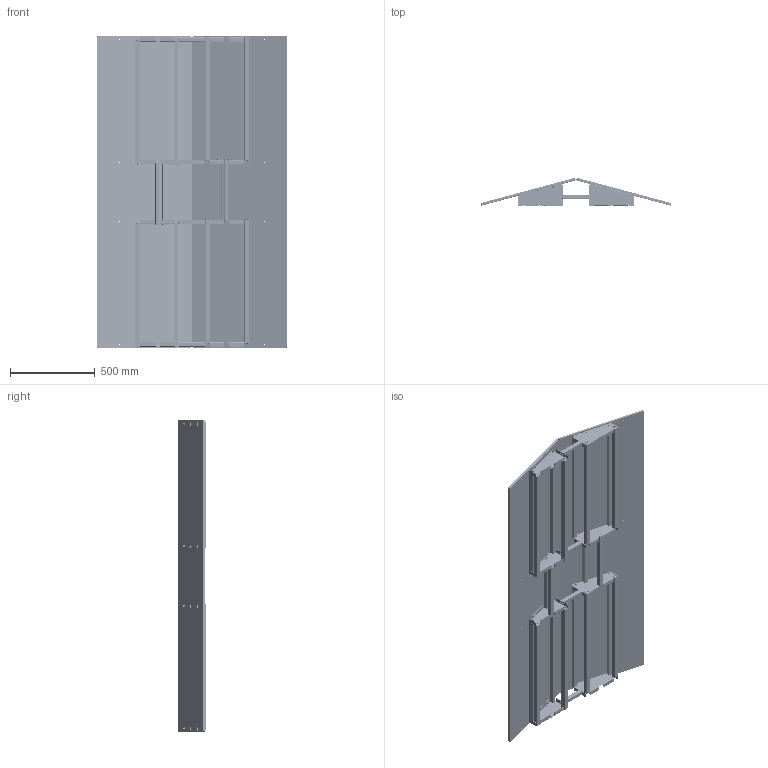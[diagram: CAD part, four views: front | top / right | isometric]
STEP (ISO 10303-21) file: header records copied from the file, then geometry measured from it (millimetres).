
FILE_DESCRIPTION (( 'STEP AP214' ), '1' );
FILE_NAME ('am-5770 GE-26100 Bump Assembly.STEP', '2025-12-17T14:38:14', ( '' ), ( '' ), 'SwSTEP 2.0', 'SolidWorks 2024', '' );
FILE_SCHEMA (( 'AUTOMOTIVE_DESIGN' ));
Length unit declared in the file: inch
Products named in the file (10): 14-20 Nylock Nut_97135A210; velcro_1; HHCS 14-20 X 750_91309A540; am-5762 GE-26100 Bracket, AM Version V2; am-3090-1380 13.796in Peanut; am-3090-2847 28.467in Peanut; am-1310 FHTS 0.25-20-0.75_FHTS 0.25-20-G-0.75-C; am-5770 GE-26100 Bump Assembly; am-3090-0600 6.000in Peanut; am-5761_full GE-26100 Plate, Full, AM Version
Assembly tree (170 placements, depth 2):
  am-5770 GE-26100 Bump Assembly
    am-5762 GE-26100 Bracket, AM Version V2  x8
    am-3090-2847 28.467in Peanut  x16
    am-3090-1380 13.796in Peanut  x4
    am-3090-0600 6.000in Peanut  x4
    am-1310 FHTS 0.25-20-0.75_FHTS 0.25-20-G-0.75-C  x96
    HHCS 14-20 X 750_91309A540  x16
    14-20 Nylock Nut_97135A210  x16
    velcro_1  x8
    am-5761_full GE-26100 Plate, Full, AM Version  x2
Bounding box: 1127.5 x 165.53 x 1841.5 mm (x, y, z)
Volume: 30977708.2 mm3; surface area: 8623212.5 mm2
Topology: 202 solids, 202 shells, 6604 faces, 16416 edges, 10560 vertices
Faces by surface type: cylinder 2840, plane 2692, cone 928, torus 96, bspline 48
Entity records: 19979 total; most frequent: CARTESIAN_POINT 6269, DIRECTION 2953, ORIENTED_EDGE 2538, EDGE_CURVE 1269, AXIS2_PLACEMENT_3D 1169, VERTEX_POINT 818, LINE 615, VECTOR 615
